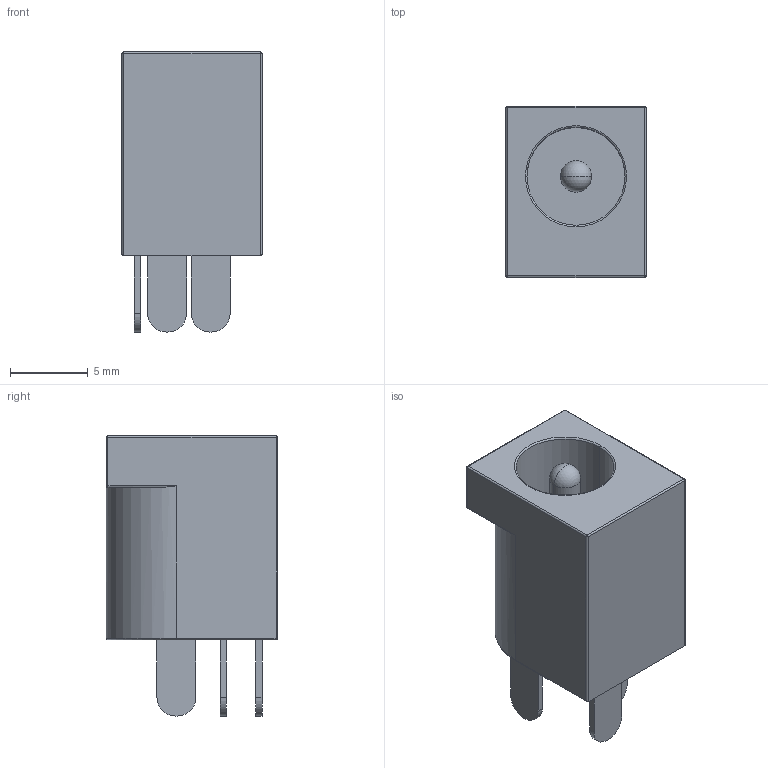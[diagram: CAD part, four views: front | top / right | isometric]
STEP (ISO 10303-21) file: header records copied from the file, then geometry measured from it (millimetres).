
FILE_DESCRIPTION (( 'STEP AP214' ), '1' );
FILE_NAME ('vertical-barrel-jack-DC-012-5A-2.0.STEP', '2020-07-24T17:02:30', ( '' ), ( '' ), 'SwSTEP 2.0', 'SolidWorks 2020', '' );
FILE_SCHEMA (( 'AUTOMOTIVE_DESIGN' ));
Length unit declared in the file: millimetre
Products named in the file (1): vertical-barrel-jack-DC-012-5A-2.0
Bounding box: 9 x 11 x 18 mm (x, y, z)
Volume: 916 mm3; surface area: 1042.3 mm2
Topology: 1 solids, 1 shells, 62 faces, 149 edges, 84 vertices
Faces by surface type: cylinder 25, plane 24, sphere 8, torus 3, bspline 2
Entity records: 2148 total; most frequent: CARTESIAN_POINT 342, DIRECTION 307, ORIENTED_EDGE 274, EDGE_CURVE 137, AXIS2_PLACEMENT_3D 115, VERTEX_POINT 82, VECTOR 77, LINE 77
